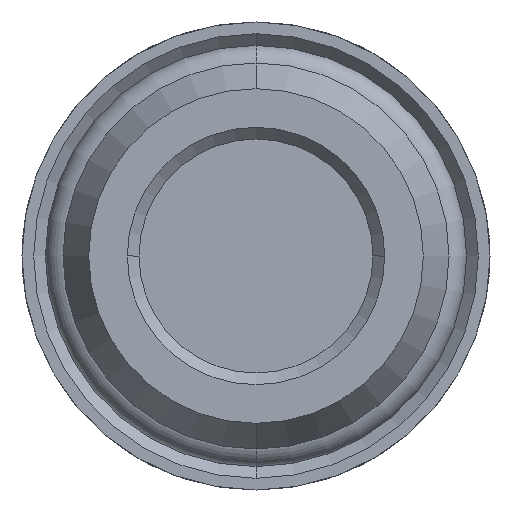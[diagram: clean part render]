
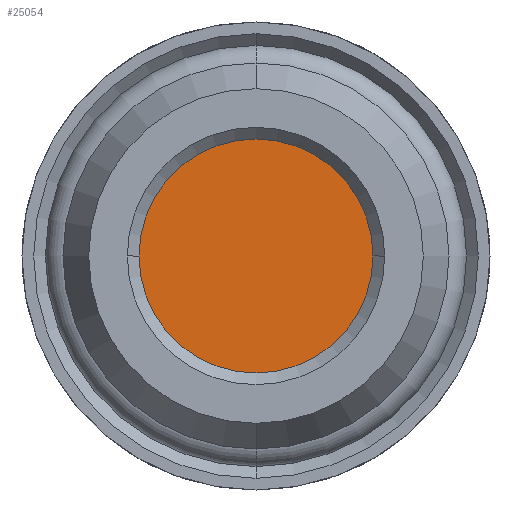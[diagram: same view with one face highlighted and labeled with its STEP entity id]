
A CAD part, front view. The second image highlights one B-rep face of the part: STEP entity #25054.
In plain terms, the highlighted planar face has unit normal (0, -1, 0).
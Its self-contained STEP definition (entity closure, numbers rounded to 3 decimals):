
#3382 = VERTEX_POINT ( 'NONE', #18599 ) ;
#3408 = VERTEX_POINT ( 'NONE', #18611 ) ;
#5428 = AXIS2_PLACEMENT_3D ( 'NONE', #19678, #19679, #19680 ) ;
#8251 = CIRCLE ( 'NONE', #20632, 5. ) ;
#10569 = FACE_OUTER_BOUND ( 'NONE', #12159, .T. ) ;
#12159 = EDGE_LOOP ( 'NONE', ( #31927, #31928 ) ) ;
#14369 = CARTESIAN_POINT ( 'NONE',  ( 0., -19.424, 0. ) ) ;
#14370 = DIRECTION ( 'NONE',  ( 0., -1., 0. ) ) ;
#14371 = DIRECTION ( 'NONE',  ( 0., 0., -1. ) ) ;
#16598 = AXIS2_PLACEMENT_3D ( 'NONE', #14369, #14370, #14371 ) ;
#18599 = CARTESIAN_POINT ( 'NONE',  ( 5., -19.424, 0. ) ) ;
#18611 = CARTESIAN_POINT ( 'NONE',  ( -5., -19.424, 0. ) ) ;
#19670 = PLANE ( 'NONE',  #5428 ) ;
#19678 = CARTESIAN_POINT ( 'NONE',  ( 0., -19.424, 0. ) ) ;
#19679 = DIRECTION ( 'NONE',  ( 0., -1., 0. ) ) ;
#19680 = DIRECTION ( 'NONE',  ( 0., 0., -1. ) ) ;
#20632 = AXIS2_PLACEMENT_3D ( 'NONE', #27236, #27237, #27238 ) ;
#20991 = EDGE_CURVE ( 'NONE', #3382, #3408, #21415, .T. ) ;
#21415 = CIRCLE ( 'NONE', #16598, 5. ) ;
#25054 = ADVANCED_FACE ( 'NONE', ( #10569 ), #19670, .T. ) ;
#27236 = CARTESIAN_POINT ( 'NONE',  ( 0., -19.424, 0. ) ) ;
#27237 = DIRECTION ( 'NONE',  ( 0., -1., 0. ) ) ;
#27238 = DIRECTION ( 'NONE',  ( 0., 0., -1. ) ) ;
#31927 = ORIENTED_EDGE ( 'NONE', *, *, #32688, .T. ) ;
#31928 = ORIENTED_EDGE ( 'NONE', *, *, #20991, .T. ) ;
#32688 = EDGE_CURVE ( 'NONE', #3408, #3382, #8251, .T. ) ;
